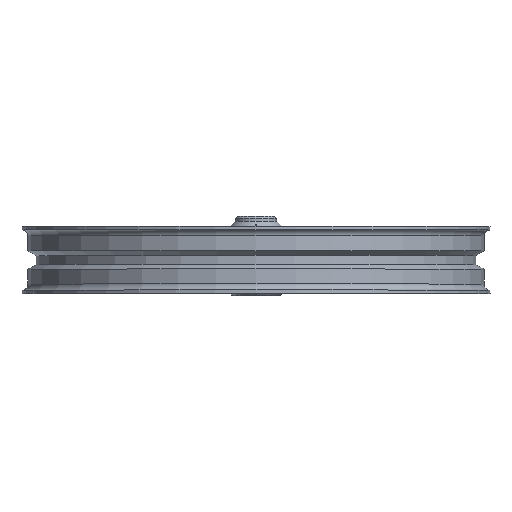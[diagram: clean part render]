
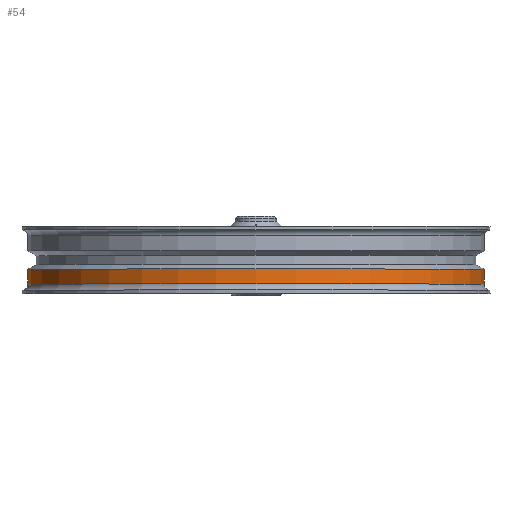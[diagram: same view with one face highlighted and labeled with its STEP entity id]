
A CAD part, top view. The second image highlights one B-rep face of the part: STEP entity #54.
In plain terms, the highlighted cylindrical face has radius 112.55 mm (diameter 225.1 mm), a full revolution.
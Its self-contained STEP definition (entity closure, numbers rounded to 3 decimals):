
#54=ADVANCED_FACE('',(#514,#516),#518,.T.);
#514=FACE_OUTER_BOUND('',#515,.T.);
#515=EDGE_LOOP('',(#4406));
#516=FACE_OUTER_BOUND('',#517,.T.);
#517=EDGE_LOOP('',(#4407));
#518=CYLINDRICAL_SURFACE('',#519,112.55);
#519=AXIS2_PLACEMENT_3D('',#520,#521,#522);
#520=CARTESIAN_POINT('',(0.,-16.5,0.));
#521=DIRECTION('',(0.,-1.,0.));
#522=DIRECTION('',(1.,0.,0.));
#4406=ORIENTED_EDGE('',*,*,#7288,.T.);
#4407=ORIENTED_EDGE('',*,*,#7289,.T.);
#7288=EDGE_CURVE('',#8858,#8858,#8859,.T.);
#7289=EDGE_CURVE('',#8860,#8860,#8861,.F.);
#8858=VERTEX_POINT('',#11557);
#8859=CIRCLE('',#11558,112.55);
#8860=VERTEX_POINT('',#11562);
#8861=CIRCLE('',#11563,112.55);
#11557=CARTESIAN_POINT('',(112.55,-4.531,0.));
#11558=AXIS2_PLACEMENT_3D('',#11559,#11560,#11561);
#11559=CARTESIAN_POINT('',(0.,-4.531,0.));
#11560=DIRECTION('',(0.,-1.,0.));
#11561=DIRECTION('',(1.,0.,0.));
#11562=CARTESIAN_POINT('',(112.55,-11.9,0.));
#11563=AXIS2_PLACEMENT_3D('',#11564,#11565,#11566);
#11564=CARTESIAN_POINT('',(0.,-11.9,0.));
#11565=DIRECTION('',(0.,-1.,0.));
#11566=DIRECTION('',(1.,0.,0.));
